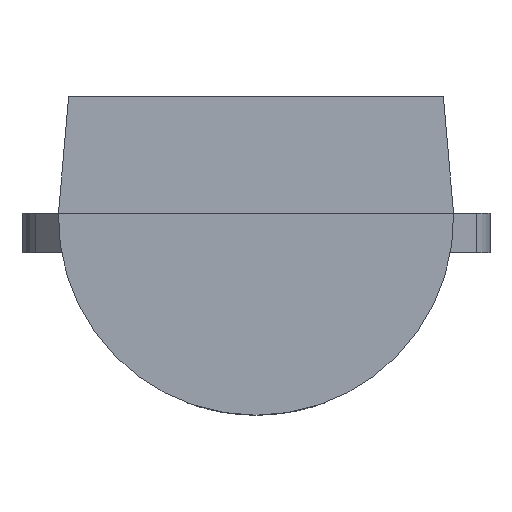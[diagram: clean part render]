
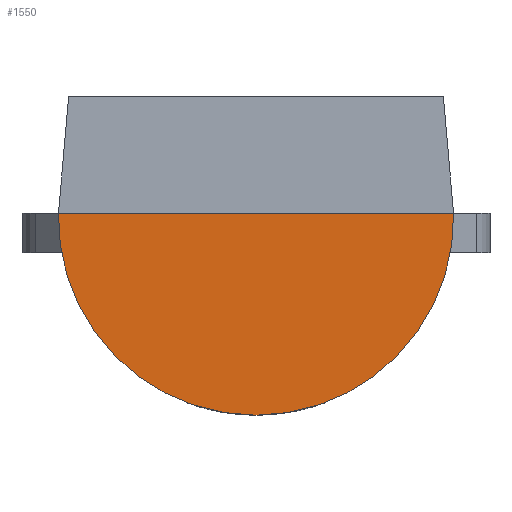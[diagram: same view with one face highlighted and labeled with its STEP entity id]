
A CAD part, front view. The second image highlights one B-rep face of the part: STEP entity #1550.
In plain terms, the highlighted planar face has unit normal (0, -1, 0).
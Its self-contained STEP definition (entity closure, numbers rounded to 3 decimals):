
#33 = CARTESIAN_POINT ( 'NONE',  ( 0., -2.665, -0.059 ) ) ;
#46 = CARTESIAN_POINT ( 'NONE',  ( 2.6, -2.665, 0. ) ) ;
#160 = AXIS2_PLACEMENT_3D ( 'NONE', #33, #816, #2267 ) ;
#195 = CARTESIAN_POINT ( 'NONE',  ( 0., -2.665, -2.66 ) ) ;
#349 = VERTEX_POINT ( 'NONE', #1810 ) ;
#355 = VERTEX_POINT ( 'NONE', #195 ) ;
#415 = ORIENTED_EDGE ( 'NONE', *, *, #1551, .F. ) ;
#541 = LINE ( 'NONE', #46, #1321 ) ;
#599 = CARTESIAN_POINT ( 'NONE',  ( 0., -2.665, -0.059 ) ) ;
#619 = PLANE ( 'NONE',  #1370 ) ;
#641 = DIRECTION ( 'NONE',  ( 1., 0., 0. ) ) ;
#645 = CARTESIAN_POINT ( 'NONE',  ( 0., -2.665, -0.059 ) ) ;
#800 = DIRECTION ( 'NONE',  ( 0., 1., 0. ) ) ;
#816 = DIRECTION ( 'NONE',  ( 0., 1., 0. ) ) ;
#863 = CARTESIAN_POINT ( 'NONE',  ( -2.6, -2.665, 0. ) ) ;
#1038 = DIRECTION ( 'NONE',  ( 0., 0., -1. ) ) ;
#1187 = DIRECTION ( 'NONE',  ( 0., 0., -1. ) ) ;
#1321 = VECTOR ( 'NONE', #641, 1000. ) ;
#1353 = AXIS2_PLACEMENT_3D ( 'NONE', #599, #800, #1187 ) ;
#1370 = AXIS2_PLACEMENT_3D ( 'NONE', #645, #2280, #1038 ) ;
#1448 = EDGE_CURVE ( 'NONE', #355, #2411, #1915, .T. ) ;
#1510 = EDGE_LOOP ( 'NONE', ( #1644, #415, #1668 ) ) ;
#1550 = ADVANCED_FACE ( 'NONE', ( #1879 ), #619, .T. ) ;
#1551 = EDGE_CURVE ( 'NONE', #2411, #349, #541, .T. ) ;
#1644 = ORIENTED_EDGE ( 'NONE', *, *, #1887, .F. ) ;
#1668 = ORIENTED_EDGE ( 'NONE', *, *, #1448, .F. ) ;
#1810 = CARTESIAN_POINT ( 'NONE',  ( 2.6, -2.665, 0. ) ) ;
#1879 = FACE_OUTER_BOUND ( 'NONE', #1510, .T. ) ;
#1887 = EDGE_CURVE ( 'NONE', #349, #355, #2161, .T. ) ;
#1915 = CIRCLE ( 'NONE', #160, 2.601 ) ;
#2161 = CIRCLE ( 'NONE', #1353, 2.601 ) ;
#2267 = DIRECTION ( 'NONE',  ( 0., 0., -1. ) ) ;
#2280 = DIRECTION ( 'NONE',  ( 0., -1., 0. ) ) ;
#2411 = VERTEX_POINT ( 'NONE', #863 ) ;
